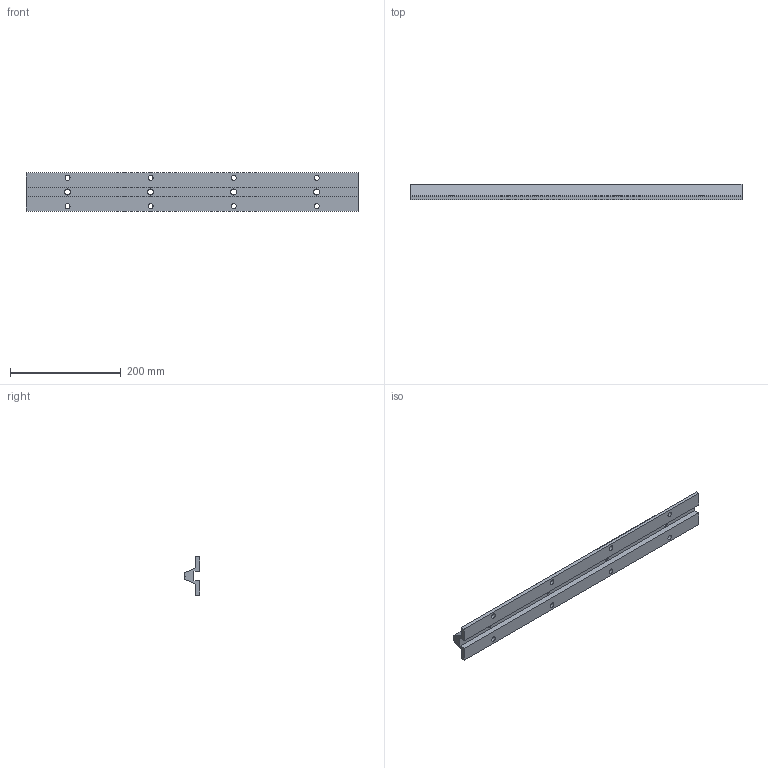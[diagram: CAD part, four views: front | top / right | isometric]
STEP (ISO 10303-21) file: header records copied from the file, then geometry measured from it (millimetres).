
FILE_DESCRIPTION( ( 'STEP AP214' ), '1' );
FILE_NAME( 'WUM-30_Bohrteilung_150_2_14a.stp', ' ', ( ' ' ), ( ' ' ), 'PSStep 15.0.47', 'PARTsolutions', ' ' );
FILE_SCHEMA( ( 'AUTOMOTIVE_DESIGN { 1 0 10303 214 1 1 1 1 }' ) );
Length unit declared in the file: millimetre
Products named in the file (1): HI_WUM-30 Bohrteilung 150
Bounding box: 599.5 x 28.04 x 69 mm (x, y, z)
Volume: 429521.1 mm3; surface area: 123358.1 mm2
Topology: 1 solids, 1 shells, 39 faces, 111 edges, 70 vertices
Faces by surface type: plane 23, cylinder 16
Full cylindrical faces by diameter (mm): 9 x8, 11 x4
Entity records: 1589 total; most frequent: DIRECTION 223, CARTESIAN_POINT 209, ORIENTED_EDGE 198, EDGE_CURVE 99, AXIS2_PLACEMENT_3D 84, EDGE_LOOP 71, VERTEX_POINT 70, LINE 55
